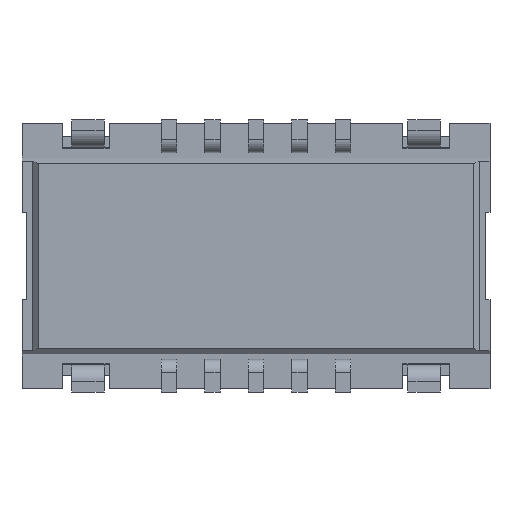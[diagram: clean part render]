
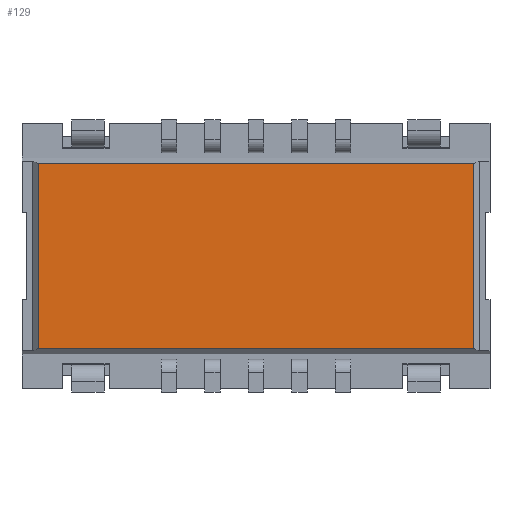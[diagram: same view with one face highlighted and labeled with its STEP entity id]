
A CAD part, front view. The second image highlights one B-rep face of the part: STEP entity #129.
In plain terms, the highlighted planar face has unit normal (0, -1, 0).
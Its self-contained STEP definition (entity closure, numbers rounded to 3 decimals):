
#129=ADVANCED_FACE('',(#719),#720,.F.);
#719=FACE_OUTER_BOUND('',#1836,.T.);
#720=PLANE('',#1837);
#1836=EDGE_LOOP('',(#3053,#3054,#3055,#3056));
#1837=AXIS2_PLACEMENT_3D('',#3057,#3058,#3059);
#3053=ORIENTED_EDGE('',*,*,#7628,.F.);
#3054=ORIENTED_EDGE('',*,*,#7629,.T.);
#3055=ORIENTED_EDGE('',*,*,#7630,.T.);
#3056=ORIENTED_EDGE('',*,*,#7631,.F.);
#3057=CARTESIAN_POINT('',(0.0,0.0,0.0));
#3058=DIRECTION('',(-0.0,1.0,0.0));
#3059=DIRECTION('',(1.0,0.0,0.0));
#7628=EDGE_CURVE('',#9256,#9257,#9258,.T.);
#7629=EDGE_CURVE('',#9256,#9259,#9260,.T.);
#7630=EDGE_CURVE('',#9259,#9261,#9262,.T.);
#7631=EDGE_CURVE('',#9257,#9261,#9263,.T.);
#9256=VERTEX_POINT('',#11772);
#9257=VERTEX_POINT('',#11773);
#9258=LINE('',#11774,#11775);
#9259=VERTEX_POINT('',#11776);
#9260=LINE('',#11777,#11778);
#9261=VERTEX_POINT('',#11779);
#9262=LINE('',#11780,#11781);
#9263=LINE('',#11782,#11783);
#11772=CARTESIAN_POINT('',(-2.0,0.0,0.85));
#11773=CARTESIAN_POINT('',(2.0,0.0,0.85));
#11774=CARTESIAN_POINT('',(-2.0,0.0,0.85));
#11775=VECTOR('',#15512,4.0);
#11776=CARTESIAN_POINT('',(-2.0,0.0,-0.85));
#11777=CARTESIAN_POINT('',(-2.0,0.0,0.85));
#11778=VECTOR('',#15513,1.7);
#11779=CARTESIAN_POINT('',(2.0,0.0,-0.85));
#11780=CARTESIAN_POINT('',(-2.0,0.0,-0.85));
#11781=VECTOR('',#15514,4.0);
#11782=CARTESIAN_POINT('',(2.0,0.0,0.85));
#11783=VECTOR('',#15515,1.7);
#15512=DIRECTION('',(1.0,0.0,0.0));
#15513=DIRECTION('',(0.0,0.0,-1.0));
#15514=DIRECTION('',(1.0,0.0,0.0));
#15515=DIRECTION('',(0.0,0.0,-1.0));
